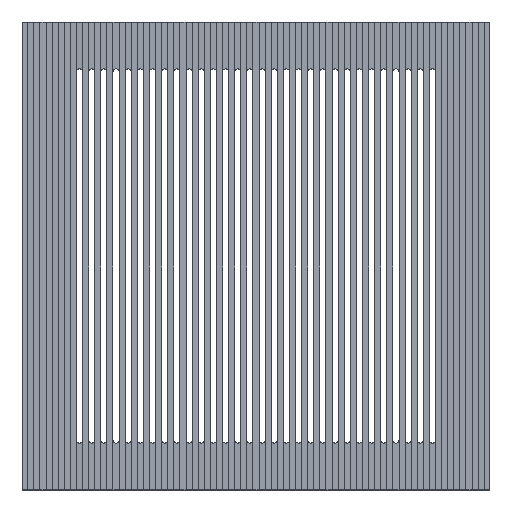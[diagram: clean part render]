
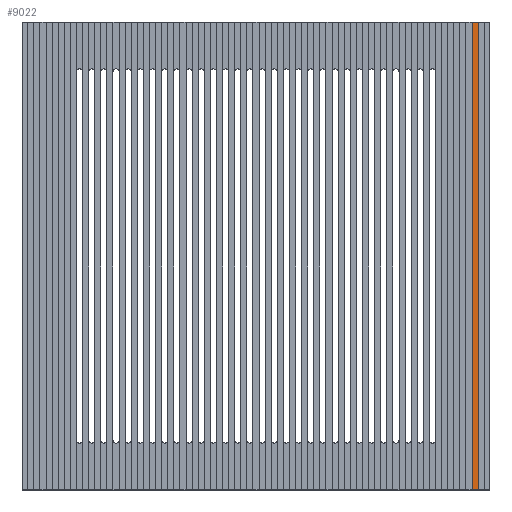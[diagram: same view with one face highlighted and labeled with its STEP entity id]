
A CAD part, top view. The second image highlights one B-rep face of the part: STEP entity #9022.
In plain terms, the highlighted planar face has unit normal (0, 0, 1).
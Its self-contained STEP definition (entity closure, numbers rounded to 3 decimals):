
#604=FACE_OUTER_BOUND('',#1090,.T.);
#1090=EDGE_LOOP('',(#6855,#6856,#6857,#6858));
#1783=LINE('',#13661,#2867);
#2001=LINE('',#14141,#3085);
#2005=LINE('',#14149,#3089);
#2006=LINE('',#14150,#3090);
#2867=VECTOR('',#10883,10.);
#3085=VECTOR('',#11277,10.);
#3089=VECTOR('',#11285,10.);
#3090=VECTOR('',#11286,10.);
#4001=VERTEX_POINT('',#13658);
#4002=VERTEX_POINT('',#13660);
#4176=VERTEX_POINT('',#14140);
#4178=VERTEX_POINT('',#14148);
#4979=EDGE_CURVE('',#4002,#4001,#1783,.T.);
#5217=EDGE_CURVE('',#4176,#4002,#2001,.T.);
#5221=EDGE_CURVE('',#4001,#4178,#2005,.T.);
#5222=EDGE_CURVE('',#4178,#4176,#2006,.T.);
#6855=ORIENTED_EDGE('',*,*,#5217,.T.);
#6856=ORIENTED_EDGE('',*,*,#4979,.T.);
#6857=ORIENTED_EDGE('',*,*,#5221,.T.);
#6858=ORIENTED_EDGE('',*,*,#5222,.T.);
#8656=PLANE('',#9637);
#9022=ADVANCED_FACE('',(#604),#8656,.T.);
#9637=AXIS2_PLACEMENT_3D('',#14147,#11283,#11284);
#10883=DIRECTION('',(-1.,0.,0.));
#11277=DIRECTION('',(0.,1.,0.));
#11283=DIRECTION('center_axis',(0.,0.,1.));
#11284=DIRECTION('ref_axis',(1.,0.,0.));
#11285=DIRECTION('',(0.,-1.,0.));
#11286=DIRECTION('',(1.,0.,0.));
#13658=CARTESIAN_POINT('',(307.194,118.796,379.259));
#13660=CARTESIAN_POINT('',(311.194,118.796,379.259));
#13661=CARTESIAN_POINT('',(315.194,118.796,379.259));
#14140=CARTESIAN_POINT('',(311.194,-188.804,379.259));
#14141=CARTESIAN_POINT('',(311.194,-122.504,379.259));
#14147=CARTESIAN_POINT('Origin',(165.194,-35.004,379.259));
#14148=CARTESIAN_POINT('',(307.194,-188.804,379.259));
#14149=CARTESIAN_POINT('',(307.194,52.496,379.259));
#14150=CARTESIAN_POINT('',(15.194,-188.804,379.259));
